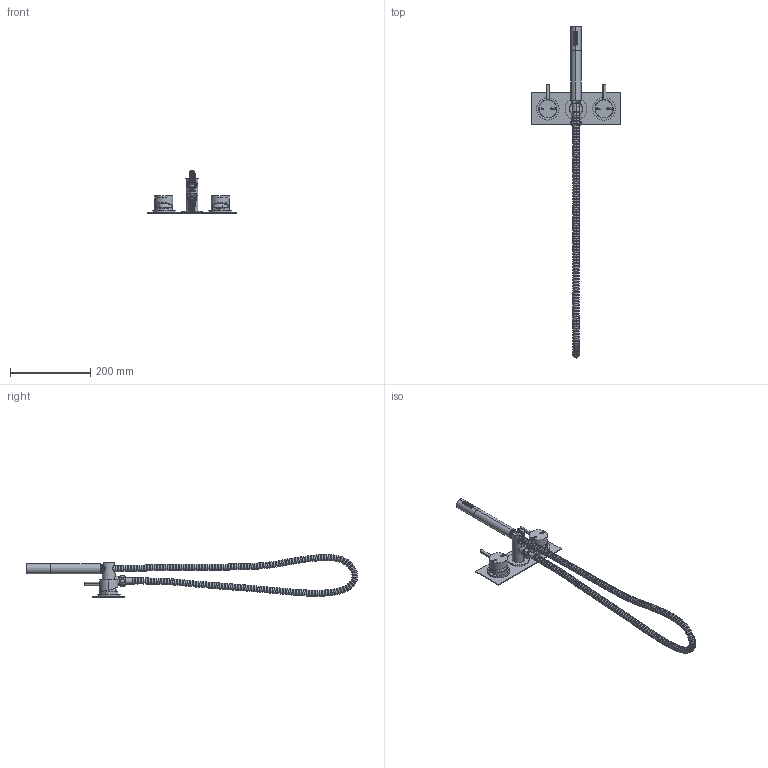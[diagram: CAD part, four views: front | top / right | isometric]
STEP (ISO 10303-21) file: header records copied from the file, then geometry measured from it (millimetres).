
FILE_DESCRIPTION (( 'STEP AP214' ), '1' );
FILE_NAME ('SUSSEX_SCALA_SSMS_shower_mixer_system_shell.STEP', '2021-05-13T01:26:25', ( '' ), ( '' ), 'SwSTEP 2.0', 'SolidWorks 2020', '' );
FILE_SCHEMA (( 'AUTOMOTIVE_DESIGN' ));
Length unit declared in the file: millimetre
Products named in the file (1): SUSSEX_SCALA_SSMS_shower_mixer_system_shell
Bounding box: 220 x 826.81 x 106.92 mm (x, y, z)
Volume: 441818 mm3; surface area: 195062.4 mm2
Topology: 19 solids, 19 shells, 1512 faces, 3318 edges, 2198 vertices
Faces by surface type: cylinder 516, plane 514, bspline 418, cone 42, torus 22
Entity records: 225667 total; most frequent: CARTESIAN_POINT 181011, ORIENTED_EDGE 6636, DIRECTION 4967, EDGE_CURVE 3318, VERTEX_POINT 2198, AXIS2_PLACEMENT_3D 1992, EDGE_LOOP 1976, FACE_OUTER_BOUND 1512
